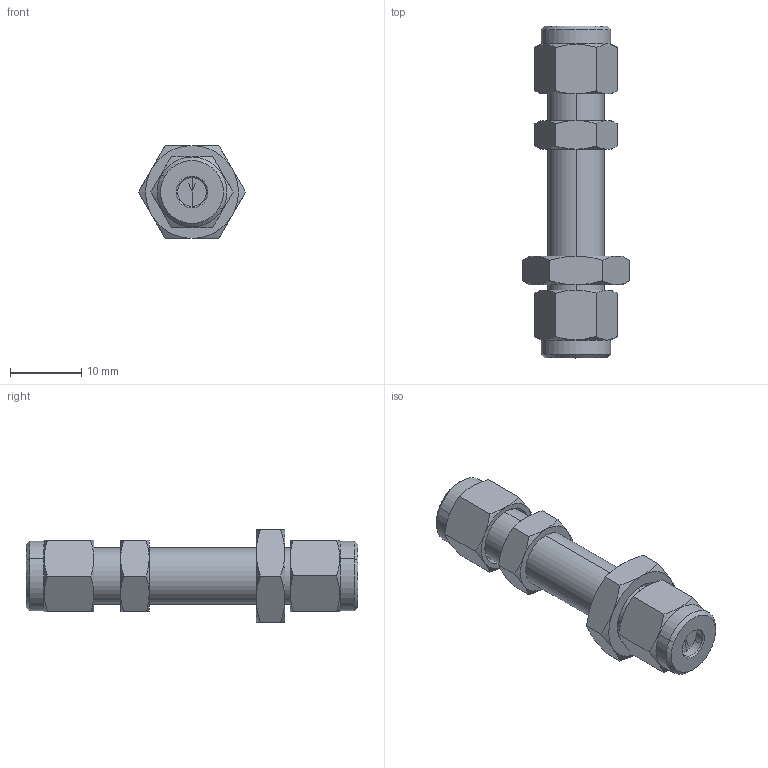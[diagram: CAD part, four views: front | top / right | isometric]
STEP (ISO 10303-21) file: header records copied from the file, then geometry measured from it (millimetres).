
FILE_DESCRIPTION (( 'STEP AP214' ), '1' );
FILE_NAME ('1046500001.step', '2013-02-25T17:15:29', ( '' ), ( '' ), 'SwSTEP 2.0', 'SolidWorks 2012', '' );
FILE_SCHEMA (( 'AUTOMOTIVE_DESIGN' ));
Length unit declared in the file: millimetre
Products named in the file (1): 1046500001
Bounding box: 15.01 x 46.5 x 13 mm (x, y, z)
Volume: 3394.4 mm3; surface area: 2141.8 mm2
Topology: 2 solids, 3 shells, 111 faces, 252 edges, 149 vertices
Faces by surface type: cone 62, plane 33, cylinder 16
Entity records: 3417 total; most frequent: CARTESIAN_POINT 999, ORIENTED_EDGE 500, DIRECTION 482, EDGE_CURVE 250, AXIS2_PLACEMENT_3D 208, VERTEX_POINT 149, EDGE_LOOP 119, FACE_OUTER_BOUND 111
